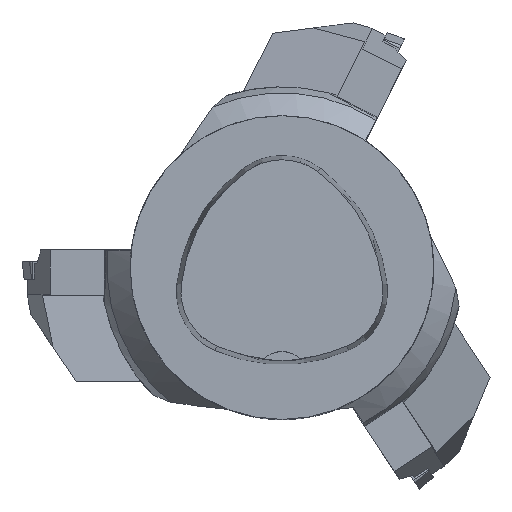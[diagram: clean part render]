
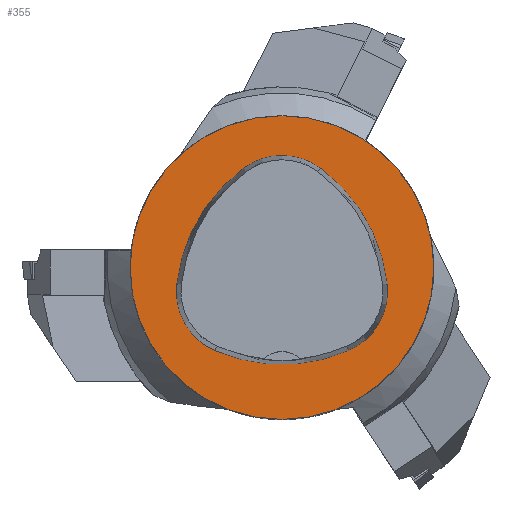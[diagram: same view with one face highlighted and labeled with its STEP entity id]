
A CAD part, top view. The second image highlights one B-rep face of the part: STEP entity #355.
In plain terms, the highlighted planar face has unit normal (0, 0, 1).
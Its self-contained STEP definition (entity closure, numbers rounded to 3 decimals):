
#171=PLANE('',#1943);
#355=ADVANCED_FACE('',(#507,#508),#171,.T.);
#452=CIRCLE('',#1909,40.);
#456=CIRCLE('',#1921,44.);
#458=CIRCLE('',#1924,17.);
#460=CIRCLE('',#1927,44.);
#462=CIRCLE('',#1930,17.);
#466=CIRCLE('',#1935,44.);
#468=CIRCLE('',#1938,17.);
#507=FACE_BOUND('',#550,.T.);
#508=FACE_BOUND('',#551,.T.);
#550=EDGE_LOOP('',(#738,#739,#740,#741,#742,#743));
#551=EDGE_LOOP('',(#744));
#738=ORIENTED_EDGE('',*,*,#1332,.T.);
#739=ORIENTED_EDGE('',*,*,#1312,.T.);
#740=ORIENTED_EDGE('',*,*,#1316,.T.);
#741=ORIENTED_EDGE('',*,*,#1319,.T.);
#742=ORIENTED_EDGE('',*,*,#1322,.T.);
#743=ORIENTED_EDGE('',*,*,#1330,.T.);
#744=ORIENTED_EDGE('',*,*,#1296,.F.);
#1140=VERTEX_POINT('',#2633);
#1156=VERTEX_POINT('',#2666);
#1157=VERTEX_POINT('',#2667);
#1160=VERTEX_POINT('',#2675);
#1162=VERTEX_POINT('',#2681);
#1164=VERTEX_POINT('',#2687);
#1171=VERTEX_POINT('',#2708);
#1296=EDGE_CURVE('',#1140,#1140,#452,.T.);
#1312=EDGE_CURVE('',#1156,#1157,#456,.T.);
#1316=EDGE_CURVE('',#1157,#1160,#458,.T.);
#1319=EDGE_CURVE('',#1160,#1162,#460,.T.);
#1322=EDGE_CURVE('',#1162,#1164,#462,.T.);
#1330=EDGE_CURVE('',#1164,#1171,#466,.T.);
#1332=EDGE_CURVE('',#1171,#1156,#468,.T.);
#1909=AXIS2_PLACEMENT_3D('',#2632,#2113,#2114);
#1921=AXIS2_PLACEMENT_3D('',#2665,#2142,#2143);
#1924=AXIS2_PLACEMENT_3D('',#2674,#2150,#2151);
#1927=AXIS2_PLACEMENT_3D('',#2680,#2157,#2158);
#1930=AXIS2_PLACEMENT_3D('',#2686,#2164,#2165);
#1935=AXIS2_PLACEMENT_3D('',#2709,#2176,#2177);
#1938=AXIS2_PLACEMENT_3D('',#2712,#2182,#2183);
#1943=AXIS2_PLACEMENT_3D('',#2717,#2192,#2193);
#2113=DIRECTION('',(0.,0.,-1.));
#2114=DIRECTION('',(-1.,0.,0.));
#2142=DIRECTION('',(0.,0.,-1.));
#2143=DIRECTION('',(-1.,0.,0.));
#2150=DIRECTION('',(0.,0.,-1.));
#2151=DIRECTION('',(-1.,0.,0.));
#2157=DIRECTION('',(0.,0.,-1.));
#2158=DIRECTION('',(-1.,0.,0.));
#2164=DIRECTION('',(0.,0.,-1.));
#2165=DIRECTION('',(-1.,0.,0.));
#2176=DIRECTION('',(0.,0.,-1.));
#2177=DIRECTION('',(-1.,0.,0.));
#2182=DIRECTION('',(0.,0.,-1.));
#2183=DIRECTION('',(-1.,0.,0.));
#2192=DIRECTION('',(0.,0.,1.));
#2193=DIRECTION('',(1.,0.,0.));
#2632=CARTESIAN_POINT('',(0.,0.,0.));
#2633=CARTESIAN_POINT('',(-40.,0.,0.));
#2665=CARTESIAN_POINT('',(16.01,-9.224,0.));
#2666=CARTESIAN_POINT('',(-27.722,-4.378,0.));
#2667=CARTESIAN_POINT('',(-10.119,26.178,0.));
#2674=CARTESIAN_POINT('',(-0.023,12.5,0.));
#2675=CARTESIAN_POINT('',(10.049,26.194,0.));
#2680=CARTESIAN_POINT('',(-16.021,-9.25,0.));
#2681=CARTESIAN_POINT('',(27.71,-4.394,0.));
#2686=CARTESIAN_POINT('',(10.814,-6.27,0.));
#2687=CARTESIAN_POINT('',(17.611,-21.852,0.));
#2708=CARTESIAN_POINT('',(-17.652,-21.819,0.));
#2709=CARTESIAN_POINT('',(0.017,18.477,0.));
#2712=CARTESIAN_POINT('',(-10.825,-6.25,0.));
#2717=CARTESIAN_POINT('',(0.,0.,0.));
